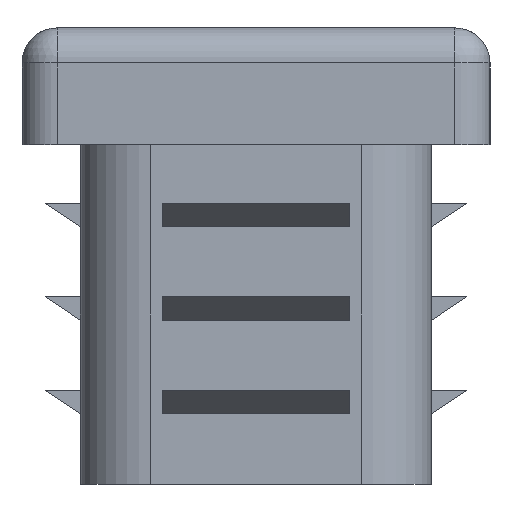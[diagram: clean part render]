
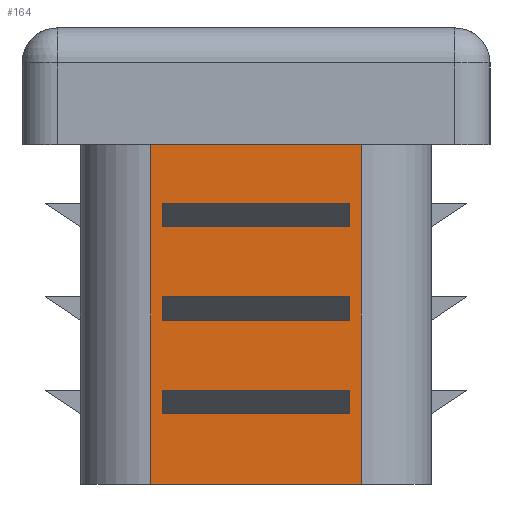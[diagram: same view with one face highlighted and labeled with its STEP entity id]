
A CAD part, left-side view. The second image highlights one B-rep face of the part: STEP entity #164.
In plain terms, the highlighted planar face has unit normal (-1, 0, 0).
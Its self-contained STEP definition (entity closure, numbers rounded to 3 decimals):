
#164 = ADVANCED_FACE( '', ( #380, #381, #382, #383 ), #384, .F. );
#380 = FACE_BOUND( '', #653, .T. );
#381 = FACE_BOUND( '', #654, .T. );
#382 = FACE_BOUND( '', #655, .T. );
#383 = FACE_OUTER_BOUND( '', #656, .T. );
#384 = PLANE( '', #657 );
#653 = EDGE_LOOP( '', ( #1059, #1060, #1061, #1062 ) );
#654 = EDGE_LOOP( '', ( #1063, #1064, #1065, #1066 ) );
#655 = EDGE_LOOP( '', ( #1067, #1068, #1069, #1070 ) );
#656 = EDGE_LOOP( '', ( #1071, #1072, #1073, #1074 ) );
#657 = AXIS2_PLACEMENT_3D( '', #1075, #1076, #1077 );
#1059 = ORIENTED_EDGE( '', *, *, #1638, .F. );
#1060 = ORIENTED_EDGE( '', *, *, #1675, .F. );
#1061 = ORIENTED_EDGE( '', *, *, #1676, .T. );
#1062 = ORIENTED_EDGE( '', *, *, #1668, .T. );
#1063 = ORIENTED_EDGE( '', *, *, #1677, .F. );
#1064 = ORIENTED_EDGE( '', *, *, #1678, .F. );
#1065 = ORIENTED_EDGE( '', *, *, #1628, .T. );
#1066 = ORIENTED_EDGE( '', *, *, #1584, .T. );
#1067 = ORIENTED_EDGE( '', *, *, #1679, .F. );
#1068 = ORIENTED_EDGE( '', *, *, #1680, .F. );
#1069 = ORIENTED_EDGE( '', *, *, #1570, .T. );
#1070 = ORIENTED_EDGE( '', *, *, #1622, .T. );
#1071 = ORIENTED_EDGE( '', *, *, #1681, .F. );
#1072 = ORIENTED_EDGE( '', *, *, #1682, .T. );
#1073 = ORIENTED_EDGE( '', *, *, #1683, .T. );
#1074 = ORIENTED_EDGE( '', *, *, #1684, .T. );
#1075 = CARTESIAN_POINT( '', ( -42.5, 7.5, 14.5 ) );
#1076 = DIRECTION( '', ( 1., 0., 0. ) );
#1077 = DIRECTION( '', ( 0., 1., 0. ) );
#1570 = EDGE_CURVE( '', #1860, #1858, #1861, .T. );
#1584 = EDGE_CURVE( '', #1884, #1885, #1886, .T. );
#1622 = EDGE_CURVE( '', #1858, #1950, #1951, .T. );
#1628 = EDGE_CURVE( '', #1958, #1884, #1959, .T. );
#1638 = EDGE_CURVE( '', #1973, #1968, #1975, .T. );
#1668 = EDGE_CURVE( '', #2019, #1968, #2020, .T. );
#1675 = EDGE_CURVE( '', #2029, #1973, #2030, .T. );
#1676 = EDGE_CURVE( '', #2029, #2019, #2031, .T. );
#1677 = EDGE_CURVE( '', #2032, #1885, #2033, .T. );
#1678 = EDGE_CURVE( '', #1958, #2032, #2034, .T. );
#1679 = EDGE_CURVE( '', #2035, #1950, #2036, .T. );
#1680 = EDGE_CURVE( '', #1860, #2035, #2037, .T. );
#1681 = EDGE_CURVE( '', #2038, #2039, #2040, .T. );
#1682 = EDGE_CURVE( '', #2038, #2041, #2042, .T. );
#1683 = EDGE_CURVE( '', #2041, #2043, #2044, .T. );
#1684 = EDGE_CURVE( '', #2043, #2039, #2045, .F. );
#1858 = VERTEX_POINT( '', #2267 );
#1860 = VERTEX_POINT( '', #2270 );
#1861 = LINE( '', #2271, #2272 );
#1884 = VERTEX_POINT( '', #2301 );
#1885 = VERTEX_POINT( '', #2302 );
#1886 = LINE( '', #2303, #2304 );
#1950 = VERTEX_POINT( '', #2397 );
#1951 = LINE( '', #2398, #2399 );
#1958 = VERTEX_POINT( '', #2409 );
#1959 = LINE( '', #2410, #2411 );
#1968 = VERTEX_POINT( '', #2424 );
#1973 = VERTEX_POINT( '', #2431 );
#1975 = LINE( '', #2434, #2435 );
#2019 = VERTEX_POINT( '', #2499 );
#2020 = LINE( '', #2500, #2501 );
#2029 = VERTEX_POINT( '', #2512 );
#2030 = LINE( '', #2513, #2514 );
#2031 = LINE( '', #2515, #2516 );
#2032 = VERTEX_POINT( '', #2517 );
#2033 = LINE( '', #2518, #2519 );
#2034 = LINE( '', #2520, #2521 );
#2035 = VERTEX_POINT( '', #2522 );
#2036 = LINE( '', #2523, #2524 );
#2037 = LINE( '', #2525, #2526 );
#2038 = VERTEX_POINT( '', #2527 );
#2039 = VERTEX_POINT( '', #2528 );
#2040 = LINE( '', #2529, #2530 );
#2041 = VERTEX_POINT( '', #2531 );
#2042 = LINE( '', #2532, #2533 );
#2043 = VERTEX_POINT( '', #2534 );
#2044 = LINE( '', #2535, #2536 );
#2045 = LINE( '', #2537, #2538 );
#2267 = CARTESIAN_POINT( '', ( -42.5, 4., 11. ) );
#2270 = CARTESIAN_POINT( '', ( -42.5, -4., 11. ) );
#2271 = CARTESIAN_POINT( '', ( -42.5, -4., 11. ) );
#2272 = VECTOR( '', #2807, 1000. );
#2301 = CARTESIAN_POINT( '', ( -42.5, 4., 7. ) );
#2302 = CARTESIAN_POINT( '', ( -42.5, 4., 8. ) );
#2303 = CARTESIAN_POINT( '', ( -42.5, 4., 7. ) );
#2304 = VECTOR( '', #2826, 1000. );
#2397 = CARTESIAN_POINT( '', ( -42.5, 4., 12. ) );
#2398 = CARTESIAN_POINT( '', ( -42.5, 4., 11. ) );
#2399 = VECTOR( '', #2862, 1000. );
#2409 = CARTESIAN_POINT( '', ( -42.5, -4., 7. ) );
#2410 = CARTESIAN_POINT( '', ( -42.5, -4., 7. ) );
#2411 = VECTOR( '', #2866, 1000. );
#2424 = CARTESIAN_POINT( '', ( -42.5, 4., 4. ) );
#2431 = CARTESIAN_POINT( '', ( -42.5, -4., 4. ) );
#2434 = CARTESIAN_POINT( '', ( -42.5, -4., 4. ) );
#2435 = VECTOR( '', #2874, 1000. );
#2499 = CARTESIAN_POINT( '', ( -42.5, 4., 3. ) );
#2500 = CARTESIAN_POINT( '', ( -42.5, 4., 3. ) );
#2501 = VECTOR( '', #2895, 1000. );
#2512 = CARTESIAN_POINT( '', ( -42.5, -4., 3. ) );
#2513 = CARTESIAN_POINT( '', ( -42.5, -4., 3. ) );
#2514 = VECTOR( '', #2904, 1000. );
#2515 = CARTESIAN_POINT( '', ( -42.5, -4., 3. ) );
#2516 = VECTOR( '', #2905, 1000. );
#2517 = CARTESIAN_POINT( '', ( -42.5, -4., 8. ) );
#2518 = CARTESIAN_POINT( '', ( -42.5, -4., 8. ) );
#2519 = VECTOR( '', #2906, 1000. );
#2520 = CARTESIAN_POINT( '', ( -42.5, -4., 7. ) );
#2521 = VECTOR( '', #2907, 1000. );
#2522 = CARTESIAN_POINT( '', ( -42.5, -4., 12. ) );
#2523 = CARTESIAN_POINT( '', ( -42.5, -4., 12. ) );
#2524 = VECTOR( '', #2908, 1000. );
#2525 = CARTESIAN_POINT( '', ( -42.5, -4., 11. ) );
#2526 = VECTOR( '', #2909, 1000. );
#2527 = CARTESIAN_POINT( '', ( -42.5, 4.5, 14.5 ) );
#2528 = CARTESIAN_POINT( '', ( -42.5, -4.5, 14.5 ) );
#2529 = CARTESIAN_POINT( '', ( -42.5, 7.5, 14.5 ) );
#2530 = VECTOR( '', #2910, 1000. );
#2531 = CARTESIAN_POINT( '', ( -42.5, 4.5, 0. ) );
#2532 = CARTESIAN_POINT( '', ( -42.5, 4.5, 14.5 ) );
#2533 = VECTOR( '', #2911, 1000. );
#2534 = CARTESIAN_POINT( '', ( -42.5, -4.5, 0. ) );
#2535 = CARTESIAN_POINT( '', ( -42.5, 7.5, 0. ) );
#2536 = VECTOR( '', #2912, 1000. );
#2537 = CARTESIAN_POINT( '', ( -42.5, -4.5, 14.5 ) );
#2538 = VECTOR( '', #2913, 1000. );
#2807 = DIRECTION( '', ( 0., 1., 0. ) );
#2826 = DIRECTION( '', ( 0., 0., 1. ) );
#2862 = DIRECTION( '', ( 0., 0., 1. ) );
#2866 = DIRECTION( '', ( 0., 1., 0. ) );
#2874 = DIRECTION( '', ( 0., 1., 0. ) );
#2895 = DIRECTION( '', ( 0., 0., 1. ) );
#2904 = DIRECTION( '', ( 0., 0., 1. ) );
#2905 = DIRECTION( '', ( 0., 1., 0. ) );
#2906 = DIRECTION( '', ( 0., 1., 0. ) );
#2907 = DIRECTION( '', ( 0., 0., 1. ) );
#2908 = DIRECTION( '', ( 0., 1., 0. ) );
#2909 = DIRECTION( '', ( 0., 0., 1. ) );
#2910 = DIRECTION( '', ( 0., -1., 0. ) );
#2911 = DIRECTION( '', ( 0., 0., -1. ) );
#2912 = DIRECTION( '', ( 0., -1., 0. ) );
#2913 = DIRECTION( '', ( 0., 0., -1. ) );
